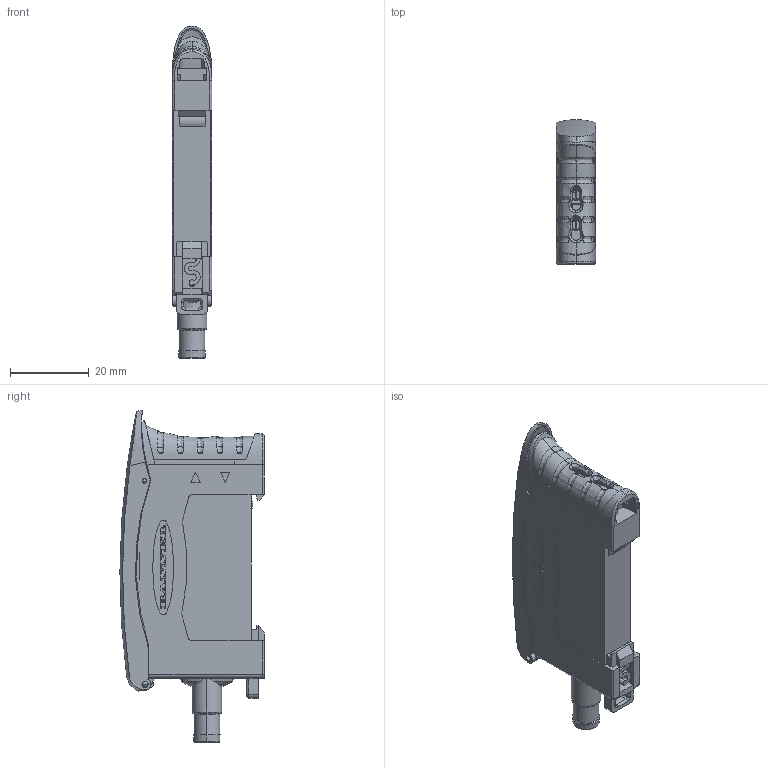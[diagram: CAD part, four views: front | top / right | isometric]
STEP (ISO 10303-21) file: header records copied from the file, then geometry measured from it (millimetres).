
FILE_DESCRIPTION((''),'2;1');
FILE_NAME('156683_SW','2011-02-09T',('banengservice'),('BANNER ENGINEERING'),'PRO/ENGINEER BY PARAMETRIC TECHNOLOGY CORPORATION, 2009141','PRO/ENGINEER BY PARAMETRIC TECHNOLOGY CORPORATION, 2009141','');
FILE_SCHEMA(('CONFIG_CONTROL_DESIGN'));
Products named in the file (1): 156683_SW
Bounding box: 10.1 x 36.57 x 84.2 mm (x, y, z)
Volume: 7881 mm3; surface area: 15701.4 mm2
Topology: 2 solids, 4 shells, 2089 faces, 5867 edges, 3822 vertices
Faces by surface type: plane 1280, extrusion 393, cylinder 231, bspline 124, torus 35, cone 14, sphere 12
Entity records: 82983 total; most frequent: CARTESIAN_POINT 31327, ORIENTED_EDGE 11690, DIRECTION 8850, EDGE_CURVE 5845, VECTOR 4330, LINE 3937, VERTEX_POINT 3822, AXIS2_PLACEMENT_3D 2260
